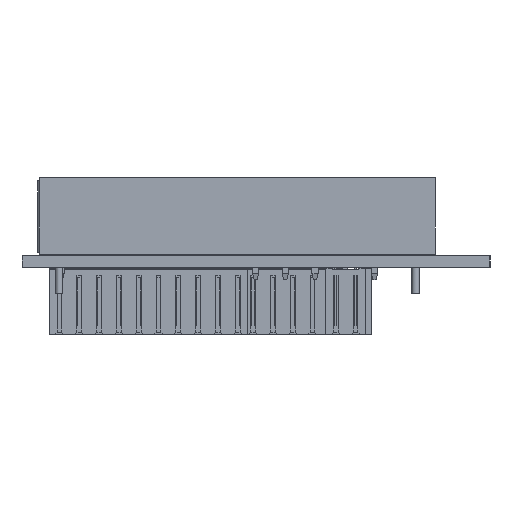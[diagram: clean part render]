
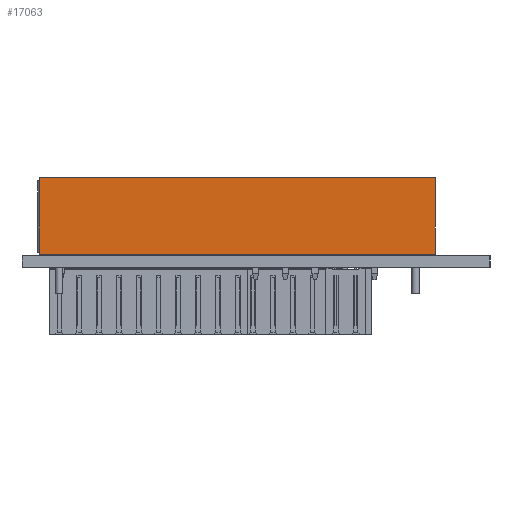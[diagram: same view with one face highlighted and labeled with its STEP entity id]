
A CAD part, left-side view. The second image highlights one B-rep face of the part: STEP entity #17063.
In plain terms, the highlighted face is planar.
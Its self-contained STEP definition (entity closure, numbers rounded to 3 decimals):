
#17038 = VERTEX_POINT('',#17039);
#17039 = CARTESIAN_POINT('',(48.26,21.59,9.82));
#17045 = EDGE_CURVE('',#17046,#17038,#17048,.T.);
#17046 = VERTEX_POINT('',#17047);
#17047 = CARTESIAN_POINT('',(48.26,21.59,0.));
#17048 = LINE('',#17049,#17050);
#17049 = CARTESIAN_POINT('',(48.26,21.59,0.));
#17050 = VECTOR('',#17051,1.);
#17051 = DIRECTION('',(0.,0.,1.));
#17063 = ADVANCED_FACE('',(#17064),#17089,.F.);
#17064 = FACE_BOUND('',#17065,.F.);
#17065 = EDGE_LOOP('',(#17066,#17067,#17075,#17083));
#17066 = ORIENTED_EDGE('',*,*,#17045,.T.);
#17067 = ORIENTED_EDGE('',*,*,#17068,.T.);
#17068 = EDGE_CURVE('',#17038,#17069,#17071,.T.);
#17069 = VERTEX_POINT('',#17070);
#17070 = CARTESIAN_POINT('',(-2.54,21.59,9.82));
#17071 = LINE('',#17072,#17073);
#17072 = CARTESIAN_POINT('',(48.26,21.59,9.82));
#17073 = VECTOR('',#17074,1.);
#17074 = DIRECTION('',(-1.,0.,0.));
#17075 = ORIENTED_EDGE('',*,*,#17076,.F.);
#17076 = EDGE_CURVE('',#17077,#17069,#17079,.T.);
#17077 = VERTEX_POINT('',#17078);
#17078 = CARTESIAN_POINT('',(-2.54,21.59,0.));
#17079 = LINE('',#17080,#17081);
#17080 = CARTESIAN_POINT('',(-2.54,21.59,0.));
#17081 = VECTOR('',#17082,1.);
#17082 = DIRECTION('',(0.,0.,1.));
#17083 = ORIENTED_EDGE('',*,*,#17084,.F.);
#17084 = EDGE_CURVE('',#17046,#17077,#17085,.T.);
#17085 = LINE('',#17086,#17087);
#17086 = CARTESIAN_POINT('',(48.26,21.59,0.));
#17087 = VECTOR('',#17088,1.);
#17088 = DIRECTION('',(-1.,0.,0.));
#17089 = PLANE('',#17090);
#17090 = AXIS2_PLACEMENT_3D('',#17091,#17092,#17093);
#17091 = CARTESIAN_POINT('',(48.26,21.59,0.));
#17092 = DIRECTION('',(0.,-1.,0.));
#17093 = DIRECTION('',(-1.,0.,0.));
